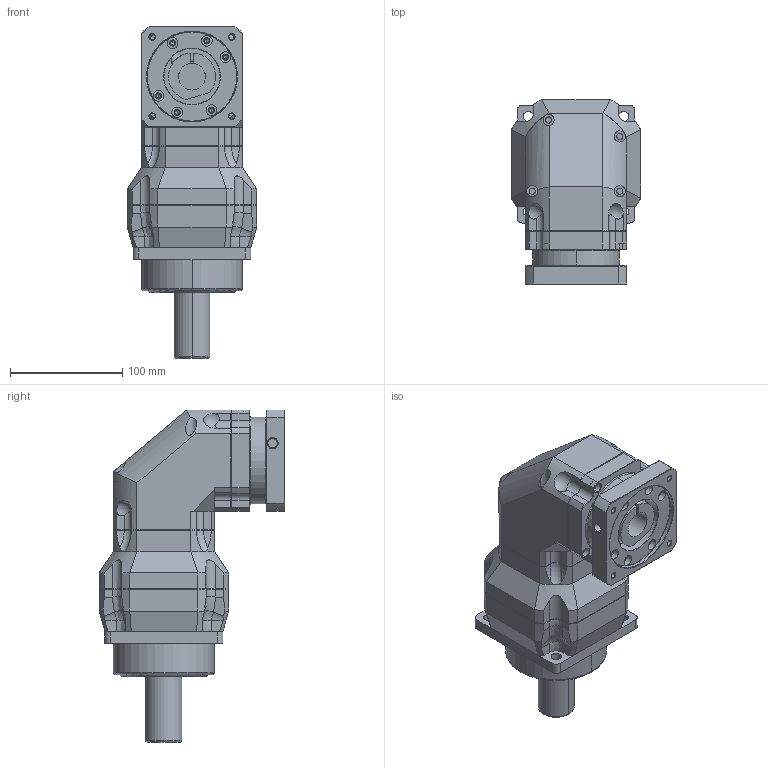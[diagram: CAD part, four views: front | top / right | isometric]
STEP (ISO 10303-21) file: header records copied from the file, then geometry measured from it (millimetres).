
FILE_DESCRIPTION((''),'2;1');
FILE_NAME('AFR1002-P0403300603_ASM','2008-09-16T',('d00080'),(''),'PRO/ENGINEER BY PARAMETRIC TECHNOLOGY CORPORATION, 2006170','PRO/ENGINEER BY PARAMETRIC TECHNOLOGY CORPORATION, 2006170','');
FILE_SCHEMA(('CONFIG_CONTROL_DESIGN'));
Length unit declared in the file: millimetre
Products named in the file (6): AF1002; AB1152-1; P1001300001; P1301300001; P0403300603; AFR1002-P0403300603_ASM
Assembly tree (5 placements, depth 2):
  AFR1002-P0403300603_ASM
    AF1002
    AB1152-1
    P1001300001
    P1301300001
    P0403300603
Bounding box: 115 x 165 x 295.5 mm (x, y, z)
Volume: 1861513.4 mm3; surface area: 252442.9 mm2
Topology: 6 solids, 24 shells, 841 faces, 1992 edges, 1199 vertices
Faces by surface type: cylinder 300, plane 247, cone 178, torus 72, bspline 40, sphere 4
Entity records: 27038 total; most frequent: CARTESIAN_POINT 7466, DIRECTION 4269, ORIENTED_EDGE 3858, EDGE_CURVE 1968, AXIS2_PLACEMENT_3D 1724, VERTEX_POINT 1199, EDGE_LOOP 957, CIRCLE 904
